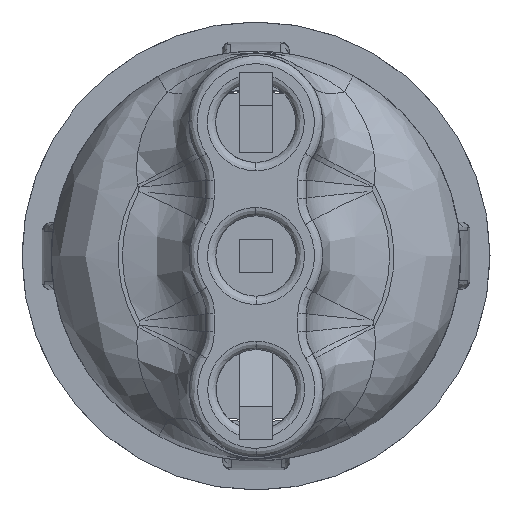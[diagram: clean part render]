
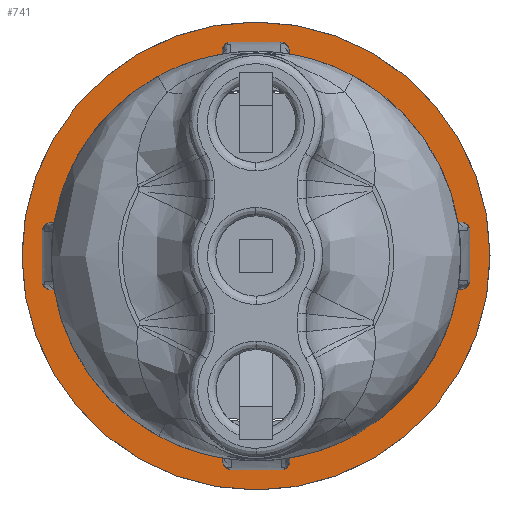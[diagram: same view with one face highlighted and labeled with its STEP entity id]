
A CAD part, front view. The second image highlights one B-rep face of the part: STEP entity #741.
In plain terms, the highlighted planar face has unit normal (0, -1, 0).
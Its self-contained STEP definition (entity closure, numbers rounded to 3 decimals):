
#741 = ADVANCED_FACE ( 'NONE', ( #3770, #10520 ), #9730, .F. ) ;
#1093 = AXIS2_PLACEMENT_3D ( 'NONE', #5717, #12603, #8760 ) ;
#1721 = CARTESIAN_POINT ( 'NONE',  ( 0., 0., -3.556 ) ) ;
#1925 = EDGE_LOOP ( 'NONE', ( #5641, #10449 ) ) ;
#2056 = DIRECTION ( 'NONE',  ( 0., -1., 0. ) ) ;
#2238 = DIRECTION ( 'NONE',  ( 0., 1., 0. ) ) ;
#2246 = EDGE_CURVE ( 'NONE', #12713, #12752, #8195, .T. ) ;
#2295 = ORIENTED_EDGE ( 'NONE', *, *, #11398, .T. ) ;
#3230 = DIRECTION ( 'NONE',  ( -1., 0., 0. ) ) ;
#3354 = CARTESIAN_POINT ( 'NONE',  ( 0., 0., 3.556 ) ) ;
#3473 = CIRCLE ( 'NONE', #4508, 3.112 ) ;
#3770 = FACE_BOUND ( 'NONE', #8241, .T. ) ;
#4508 = AXIS2_PLACEMENT_3D ( 'NONE', #7063, #2238, #3230 ) ;
#4886 = EDGE_CURVE ( 'NONE', #9228, #8428, #3473, .T. ) ;
#5641 = ORIENTED_EDGE ( 'NONE', *, *, #10511, .T. ) ;
#5701 = CARTESIAN_POINT ( 'NONE',  ( 0., 0., 0. ) ) ;
#5717 = CARTESIAN_POINT ( 'NONE',  ( 0., 0., 0. ) ) ;
#6095 = CARTESIAN_POINT ( 'NONE',  ( -3.599, 0., -3.599 ) ) ;
#6739 = AXIS2_PLACEMENT_3D ( 'NONE', #6095, #12001, #10962 ) ;
#6752 = DIRECTION ( 'NONE',  ( 0., 0., -1. ) ) ;
#7063 = CARTESIAN_POINT ( 'NONE',  ( 0., 0., 0. ) ) ;
#7735 = CIRCLE ( 'NONE', #9394, 3.556 ) ;
#8195 = CIRCLE ( 'NONE', #9655, 3.556 ) ;
#8241 = EDGE_LOOP ( 'NONE', ( #8367, #2295 ) ) ;
#8367 = ORIENTED_EDGE ( 'NONE', *, *, #4886, .T. ) ;
#8428 = VERTEX_POINT ( 'NONE', #11100 ) ;
#8760 = DIRECTION ( 'NONE',  ( -1., 0., 0. ) ) ;
#9012 = CARTESIAN_POINT ( 'NONE',  ( -3.112, 0., 0. ) ) ;
#9228 = VERTEX_POINT ( 'NONE', #9012 ) ;
#9394 = AXIS2_PLACEMENT_3D ( 'NONE', #5701, #12648, #6752 ) ;
#9655 = AXIS2_PLACEMENT_3D ( 'NONE', #11663, #2056, #10748 ) ;
#9730 = PLANE ( 'NONE',  #6739 ) ;
#10449 = ORIENTED_EDGE ( 'NONE', *, *, #2246, .T. ) ;
#10511 = EDGE_CURVE ( 'NONE', #12752, #12713, #7735, .T. ) ;
#10520 = FACE_OUTER_BOUND ( 'NONE', #1925, .T. ) ;
#10748 = DIRECTION ( 'NONE',  ( 0., 0., -1. ) ) ;
#10962 = DIRECTION ( 'NONE',  ( 0., 0., 1. ) ) ;
#11100 = CARTESIAN_POINT ( 'NONE',  ( 3.111, 0., 0. ) ) ;
#11398 = EDGE_CURVE ( 'NONE', #8428, #9228, #12293, .T. ) ;
#11663 = CARTESIAN_POINT ( 'NONE',  ( 0., 0., 0. ) ) ;
#12001 = DIRECTION ( 'NONE',  ( 0., 1., 0. ) ) ;
#12293 = CIRCLE ( 'NONE', #1093, 3.112 ) ;
#12603 = DIRECTION ( 'NONE',  ( 0., 1., 0. ) ) ;
#12648 = DIRECTION ( 'NONE',  ( 0., -1., 0. ) ) ;
#12713 = VERTEX_POINT ( 'NONE', #3354 ) ;
#12752 = VERTEX_POINT ( 'NONE', #1721 ) ;
